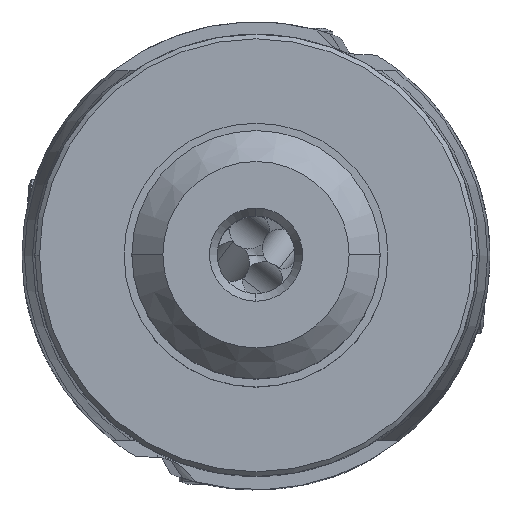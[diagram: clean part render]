
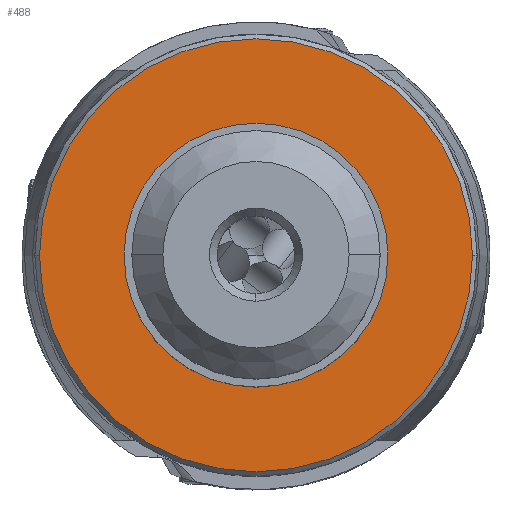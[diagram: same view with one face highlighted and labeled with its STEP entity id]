
A CAD part, top view. The second image highlights one B-rep face of the part: STEP entity #488.
In plain terms, the highlighted planar face has unit normal (0, 0, 1).
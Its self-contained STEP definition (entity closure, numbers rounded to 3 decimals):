
#77=FACE_BOUND('',#1580,.T.);
#78=FACE_BOUND('',#1581,.T.);
#171=PLANE('',#8922);
#488=ADVANCED_FACE('',(#77,#78),#171,.T.);
#1580=EDGE_LOOP('',(#3633,#3634,#3635,#3636));
#1581=EDGE_LOOP('',(#3637,#3638));
#2500=CIRCLE('',#8915,13.95);
#2501=CIRCLE('',#8916,13.95);
#2502=CIRCLE('',#8918,13.95);
#2503=CIRCLE('',#8919,13.95);
#2504=CIRCLE('',#8920,8.5);
#2505=CIRCLE('',#8921,8.5);
#3633=ORIENTED_EDGE('',*,*,#6819,.F.);
#3634=ORIENTED_EDGE('',*,*,#6820,.F.);
#3635=ORIENTED_EDGE('',*,*,#6818,.F.);
#3636=ORIENTED_EDGE('',*,*,#6817,.F.);
#3637=ORIENTED_EDGE('',*,*,#6821,.F.);
#3638=ORIENTED_EDGE('',*,*,#6822,.F.);
#5815=VERTEX_POINT('',#16274);
#5816=VERTEX_POINT('',#16276);
#5817=VERTEX_POINT('',#16278);
#5818=VERTEX_POINT('',#16282);
#5819=VERTEX_POINT('',#16285);
#5820=VERTEX_POINT('',#16286);
#6817=EDGE_CURVE('',#5816,#5817,#2500,.T.);
#6818=EDGE_CURVE('',#5817,#5815,#2501,.T.);
#6819=EDGE_CURVE('',#5818,#5816,#2502,.T.);
#6820=EDGE_CURVE('',#5815,#5818,#2503,.T.);
#6821=EDGE_CURVE('',#5819,#5820,#2504,.T.);
#6822=EDGE_CURVE('',#5820,#5819,#2505,.T.);
#8915=AXIS2_PLACEMENT_3D('',#16277,#10286,#10287);
#8916=AXIS2_PLACEMENT_3D('',#16279,#10288,#10289);
#8918=AXIS2_PLACEMENT_3D('',#16281,#10292,#10293);
#8919=AXIS2_PLACEMENT_3D('',#16283,#10294,#10295);
#8920=AXIS2_PLACEMENT_3D('',#16284,#10296,#10297);
#8921=AXIS2_PLACEMENT_3D('',#16287,#10298,#10299);
#8922=AXIS2_PLACEMENT_3D('',#16288,#10300,#10301);
#10286=DIRECTION('',(0.,0.,-1.));
#10287=DIRECTION('',(1.,0.,0.));
#10288=DIRECTION('',(0.,0.,-1.));
#10289=DIRECTION('',(0.,-1.,0.));
#10292=DIRECTION('',(0.,0.,-1.));
#10293=DIRECTION('',(0.,1.,0.));
#10294=DIRECTION('',(0.,0.,-1.));
#10295=DIRECTION('',(-1.,0.,0.));
#10296=DIRECTION('',(0.,0.,1.));
#10297=DIRECTION('',(1.,0.,0.));
#10298=DIRECTION('',(0.,0.,1.));
#10299=DIRECTION('',(-1.,0.,0.));
#10300=DIRECTION('',(0.,0.,1.));
#10301=DIRECTION('',(-1.,0.,0.));
#16274=CARTESIAN_POINT('',(-13.95,0.,0.));
#16276=CARTESIAN_POINT('',(13.95,0.,0.));
#16277=CARTESIAN_POINT('',(0.,0.,0.));
#16278=CARTESIAN_POINT('',(0.,-13.95,0.));
#16279=CARTESIAN_POINT('',(0.,0.,0.));
#16281=CARTESIAN_POINT('',(0.,0.,0.));
#16282=CARTESIAN_POINT('',(0.,13.95,0.));
#16283=CARTESIAN_POINT('',(0.,0.,0.));
#16284=CARTESIAN_POINT('',(0.,0.,0.));
#16285=CARTESIAN_POINT('',(8.5,0.,0.));
#16286=CARTESIAN_POINT('',(-8.5,0.,0.));
#16287=CARTESIAN_POINT('',(0.,0.,0.));
#16288=CARTESIAN_POINT('',(0.,0.,0.));
